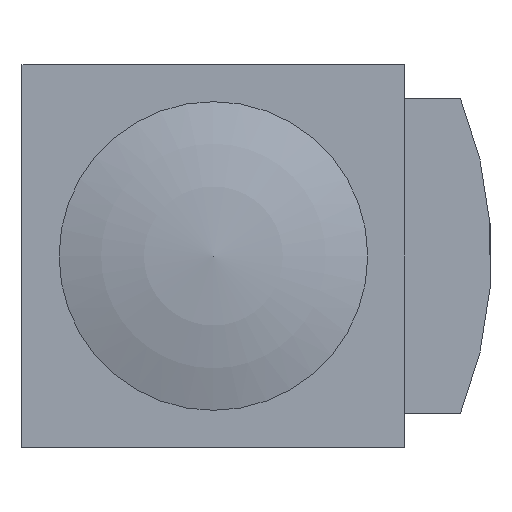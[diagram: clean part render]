
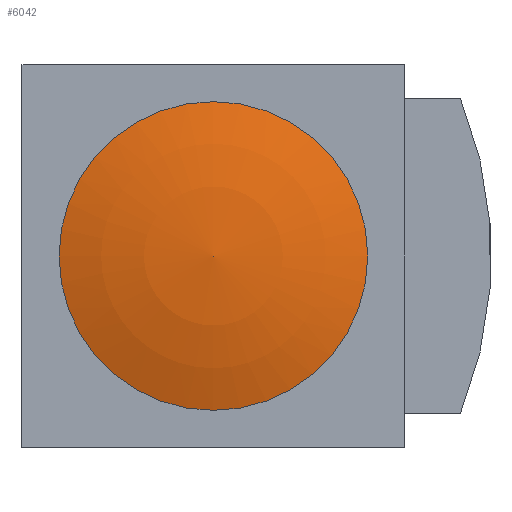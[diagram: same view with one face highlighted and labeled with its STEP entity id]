
A CAD part, front view. The second image highlights one B-rep face of the part: STEP entity #6042.
In plain terms, the highlighted toroidal (fillet/blend) face has major radius 1.578 mm and minor radius 90 mm.
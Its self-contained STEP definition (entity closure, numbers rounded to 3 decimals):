
#24=VERTEX_LOOP('',#3582);
#25=DEGENERATE_TOROIDAL_SURFACE('',#6405,1.578,90.,
 .F.);
#1300=CIRCLE('',#6391,25.);
#2176=ORIENTED_EDGE('',*,*,#3092,.T.);
#3092=EDGE_CURVE('',#3579,#3579,#1300,.T.);
#3579=VERTEX_POINT('',#8827);
#3582=VERTEX_POINT('',#8847);
#3833=EDGE_LOOP('',(#2176));
#4102=FACE_BOUND('',#3833,.T.);
#4103=FACE_BOUND('',#24,.T.);
#6042=ADVANCED_FACE('',(#4102,#4103),#25,.F.);
#6391=AXIS2_PLACEMENT_3D('',#8826,#7393,#7394);
#6405=AXIS2_PLACEMENT_3D('',#8846,#7424,#7425);
#7393=DIRECTION('',(0.,-1.,0.));
#7394=DIRECTION('',(0.,0.,-1.));
#7424=DIRECTION('',(0.,-1.,0.));
#7425=DIRECTION('',(0.,0.,-1.));
#8826=CARTESIAN_POINT('',(0.,-45.,0.));
#8827=CARTESIAN_POINT('',(0.,-45.,-25.));
#8846=CARTESIAN_POINT('',(0.,40.986,0.));
#8847=CARTESIAN_POINT('',(0.,-49.,0.));
